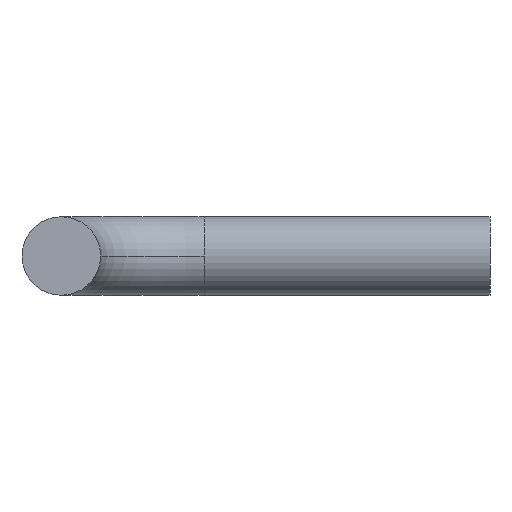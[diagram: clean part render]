
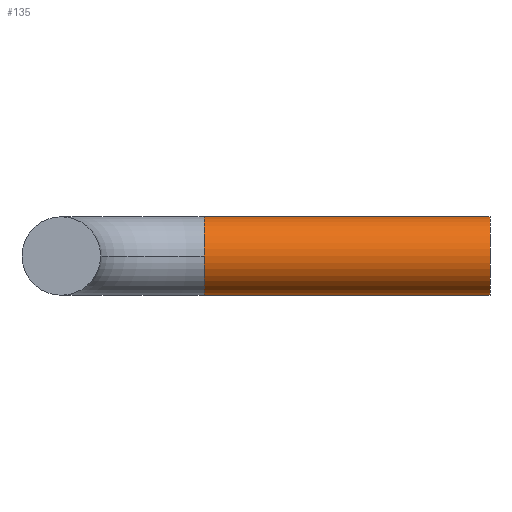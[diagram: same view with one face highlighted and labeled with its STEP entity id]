
A CAD part, front view. The second image highlights one B-rep face of the part: STEP entity #135.
In plain terms, the highlighted cylindrical face has radius 0.275 mm (diameter 0.55 mm), a partial arc.
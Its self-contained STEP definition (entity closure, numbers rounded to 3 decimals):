
#11 = VERTEX_POINT ( 'NONE', #35 ) ;
#22 = CARTESIAN_POINT ( 'NONE',  ( 3., 2.5, 0.275 ) ) ;
#29 = AXIS2_PLACEMENT_3D ( 'NONE', #96, #42, #220 ) ;
#31 = EDGE_CURVE ( 'NONE', #175, #11, #136, .T. ) ;
#35 = CARTESIAN_POINT ( 'NONE',  ( 1., 2.5, -0.275 ) ) ;
#37 = DIRECTION ( 'NONE',  ( -1., 0., 0. ) ) ;
#42 = DIRECTION ( 'NONE',  ( -1., 0., 0. ) ) ;
#52 = EDGE_CURVE ( 'NONE', #11, #98, #281, .T. ) ;
#62 = DIRECTION ( 'NONE',  ( -1., 0., 0. ) ) ;
#64 = CARTESIAN_POINT ( 'NONE',  ( 3., 2.5, 0. ) ) ;
#66 = DIRECTION ( 'NONE',  ( 0., 0., -1. ) ) ;
#70 = CARTESIAN_POINT ( 'NONE',  ( 3., 2.5, -0.275 ) ) ;
#71 = CARTESIAN_POINT ( 'NONE',  ( 1., 2.5, 0.275 ) ) ;
#76 = VECTOR ( 'NONE', #323, 1000. ) ;
#79 = ORIENTED_EDGE ( 'NONE', *, *, #269, .F. ) ;
#86 = EDGE_CURVE ( 'NONE', #175, #185, #259, .T. ) ;
#88 = DIRECTION ( 'NONE',  ( 0., 0., 1. ) ) ;
#96 = CARTESIAN_POINT ( 'NONE',  ( 1., 2.5, 0. ) ) ;
#97 = EDGE_CURVE ( 'NONE', #185, #319, #288, .T. ) ;
#98 = VERTEX_POINT ( 'NONE', #244 ) ;
#104 = EDGE_LOOP ( 'NONE', ( #327, #192, #309, #79, #258 ) ) ;
#114 = DIRECTION ( 'NONE',  ( 0., 0., -1. ) ) ;
#116 = AXIS2_PLACEMENT_3D ( 'NONE', #64, #62, #114 ) ;
#135 = ADVANCED_FACE ( 'NONE', ( #216 ), #151, .T. ) ;
#136 = LINE ( 'NONE', #241, #140 ) ;
#140 = VECTOR ( 'NONE', #166, 1000. ) ;
#141 = CARTESIAN_POINT ( 'NONE',  ( 3., 2.5, 0. ) ) ;
#151 = CYLINDRICAL_SURFACE ( 'NONE', #224, 0.275 ) ;
#162 = CARTESIAN_POINT ( 'NONE',  ( 1., 2.5, 0. ) ) ;
#166 = DIRECTION ( 'NONE',  ( -1., 0., 0. ) ) ;
#175 = VERTEX_POINT ( 'NONE', #70 ) ;
#185 = VERTEX_POINT ( 'NONE', #22 ) ;
#192 = ORIENTED_EDGE ( 'NONE', *, *, #86, .T. ) ;
#216 = FACE_OUTER_BOUND ( 'NONE', #104, .T. ) ;
#220 = DIRECTION ( 'NONE',  ( 0., 0., -1. ) ) ;
#224 = AXIS2_PLACEMENT_3D ( 'NONE', #141, #321, #88 ) ;
#238 = AXIS2_PLACEMENT_3D ( 'NONE', #162, #37, #66 ) ;
#239 = CIRCLE ( 'NONE', #29, 0.275 ) ;
#241 = CARTESIAN_POINT ( 'NONE',  ( 3., 2.5, -0.275 ) ) ;
#244 = CARTESIAN_POINT ( 'NONE',  ( 1., 2.225, 0. ) ) ;
#258 = ORIENTED_EDGE ( 'NONE', *, *, #52, .F. ) ;
#259 = CIRCLE ( 'NONE', #116, 0.275 ) ;
#269 = EDGE_CURVE ( 'NONE', #98, #319, #239, .T. ) ;
#281 = CIRCLE ( 'NONE', #238, 0.275 ) ;
#288 = LINE ( 'NONE', #320, #76 ) ;
#309 = ORIENTED_EDGE ( 'NONE', *, *, #97, .T. ) ;
#319 = VERTEX_POINT ( 'NONE', #71 ) ;
#320 = CARTESIAN_POINT ( 'NONE',  ( 3., 2.5, 0.275 ) ) ;
#321 = DIRECTION ( 'NONE',  ( -1., 0., 0. ) ) ;
#323 = DIRECTION ( 'NONE',  ( -1., 0., 0. ) ) ;
#327 = ORIENTED_EDGE ( 'NONE', *, *, #31, .F. ) ;
